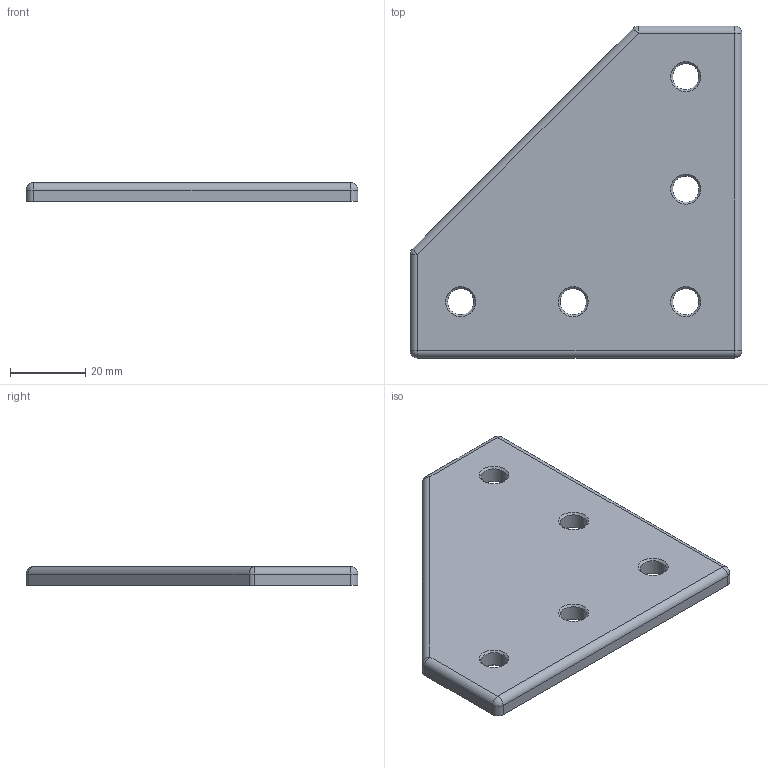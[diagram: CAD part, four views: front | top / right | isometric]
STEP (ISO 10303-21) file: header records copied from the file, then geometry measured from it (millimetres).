
FILE_DESCRIPTION(('FreeCAD Model'),'2;1');
FILE_NAME('Open CASCADE Shape Model','2024-03-18T17:50:24',(''),(''), 'Open CASCADE STEP processor 7.6','FreeCAD','Unknown');
FILE_SCHEMA(('AUTOMOTIVE_DESIGN { 1 0 10303 214 1 1 1 1 }'));
Length unit declared in the file: millimetre
Products named in the file (1): STI6-PLAL9090
Bounding box: 88.5 x 88.5 x 5 mm (x, y, z)
Volume: 28873.6 mm3; surface area: 13464.4 mm2
Topology: 1 solids, 1 shells, 37 faces, 85 edges, 45 vertices
Faces by surface type: cylinder 15, cone 10, plane 7, sphere 5
Full cylindrical faces by diameter (mm): 7 x5
Entity records: 2259 total; most frequent: CARTESIAN_POINT 554, DIRECTION 332, LINE 161, VECTOR 161, ORIENTED_EDGE 160, PCURVE 160, DEFINITIONAL_REPRESENTATION 160, EDGE_CURVE 80
